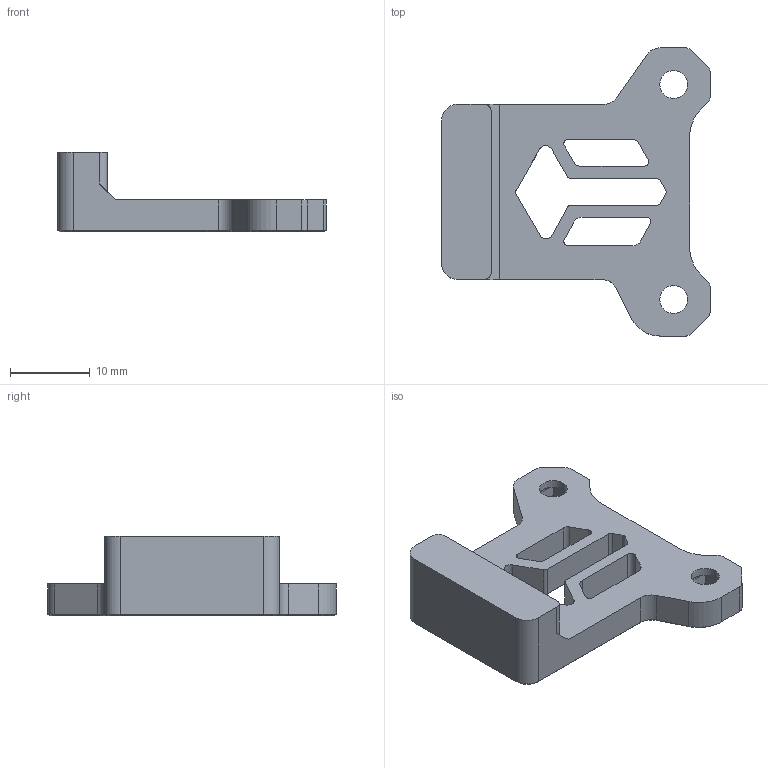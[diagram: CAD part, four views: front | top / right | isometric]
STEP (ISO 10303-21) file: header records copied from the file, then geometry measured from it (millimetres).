
FILE_DESCRIPTION (( 'STEP AP214' ), '1' );
FILE_NAME ('X_Endstop_Extention.STEP', '2025-03-07T13:45:06', ( '' ), ( '' ), 'SwSTEP 2.0', 'SolidWorks 2021', '' );
FILE_SCHEMA (( 'AUTOMOTIVE_DESIGN' ));
Length unit declared in the file: millimetre
Products named in the file (1): X_Endstop_Extention
Bounding box: 33.75 x 36.2 x 10 mm (x, y, z)
Volume: 3309.3 mm3; surface area: 2661.3 mm2
Topology: 1 solids, 1 shells, 177 faces, 442 edges, 267 vertices
Faces by surface type: plane 105, cylinder 39, cone 33
Entity records: 5220 total; most frequent: DIRECTION 908, CARTESIAN_POINT 896, ORIENTED_EDGE 884, EDGE_CURVE 442, VECTOR 326, LINE 326, AXIS2_PLACEMENT_3D 291, VERTEX_POINT 267
